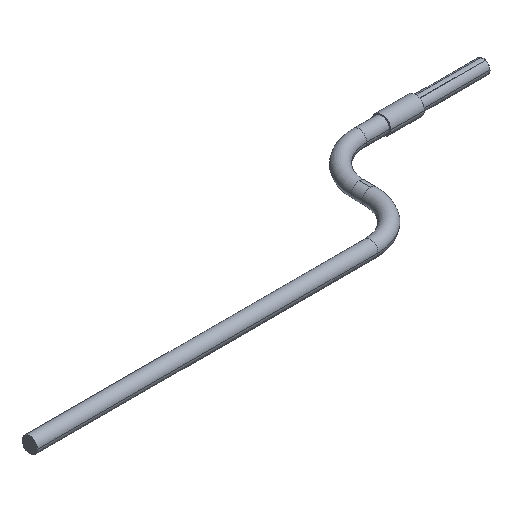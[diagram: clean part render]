
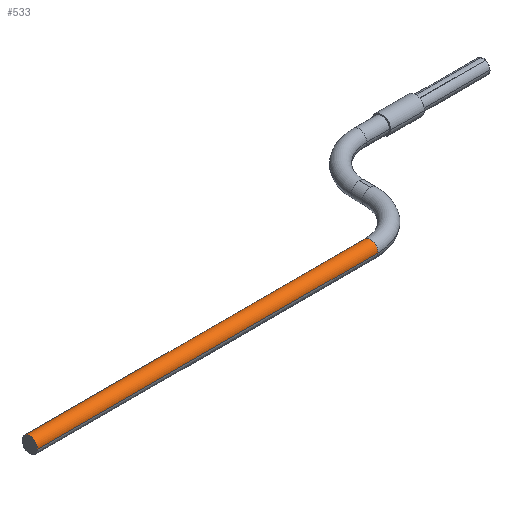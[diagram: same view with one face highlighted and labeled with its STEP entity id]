
A CAD part, isometric view. The second image highlights one B-rep face of the part: STEP entity #533.
In plain terms, the highlighted cylindrical face has radius 4.381 mm (diameter 8.763 mm), a partial arc.
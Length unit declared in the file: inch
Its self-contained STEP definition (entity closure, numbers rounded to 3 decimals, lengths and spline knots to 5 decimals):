
#7 = CARTESIAN_POINT ( 'NONE',  ( -4.75, -2.0775, 0. ) ) ;
#10 = CIRCLE ( 'NONE', #1023, 0.1725 ) ;
#19 = CYLINDRICAL_SURFACE ( 'NONE', #536, 0.1725 ) ;
#31 = VECTOR ( 'NONE', #1028, 39.37008 ) ;
#48 = VERTEX_POINT ( 'NONE', #338 ) ;
#68 = LINE ( 'NONE', #7, #448 ) ;
#74 = ORIENTED_EDGE ( 'NONE', *, *, #350, .F. ) ;
#118 = CARTESIAN_POINT ( 'NONE',  ( -4.75, -2.0775, 0. ) ) ;
#129 = DIRECTION ( 'NONE',  ( 0., -1., 0. ) ) ;
#161 = ORIENTED_EDGE ( 'NONE', *, *, #196, .F. ) ;
#196 = EDGE_CURVE ( 'NONE', #996, #1144, #10, .T. ) ;
#214 = CARTESIAN_POINT ( 'NONE',  ( -4.75, -2.25, 0. ) ) ;
#219 = CARTESIAN_POINT ( 'NONE',  ( -12.30566, -2.0775, 0. ) ) ;
#224 = AXIS2_PLACEMENT_3D ( 'NONE', #1133, #795, #798 ) ;
#274 = EDGE_CURVE ( 'NONE', #1029, #1144, #68, .T. ) ;
#338 = CARTESIAN_POINT ( 'NONE',  ( -4.75, -2.4225, 0. ) ) ;
#350 = EDGE_CURVE ( 'NONE', #48, #996, #851, .T. ) ;
#434 = EDGE_CURVE ( 'NONE', #48, #1029, #527, .T. ) ;
#441 = EDGE_LOOP ( 'NONE', ( #453, #1237, #161, #74 ) ) ;
#448 = VECTOR ( 'NONE', #720, 39.37008 ) ;
#453 = ORIENTED_EDGE ( 'NONE', *, *, #434, .T. ) ;
#527 = CIRCLE ( 'NONE', #224, 0.1725 ) ;
#533 = ADVANCED_FACE ( 'NONE', ( #931 ), #19, .T. ) ;
#536 = AXIS2_PLACEMENT_3D ( 'NONE', #214, #1223, #1210 ) ;
#720 = DIRECTION ( 'NONE',  ( -1., 0., 0. ) ) ;
#795 = DIRECTION ( 'NONE',  ( -1., 0., 0. ) ) ;
#798 = DIRECTION ( 'NONE',  ( 0., -1., 0. ) ) ;
#851 = LINE ( 'NONE', #1217, #31 ) ;
#867 = DIRECTION ( 'NONE',  ( -1., 0., 0. ) ) ;
#912 = CARTESIAN_POINT ( 'NONE',  ( -12.30566, -2.4225, 0. ) ) ;
#931 = FACE_OUTER_BOUND ( 'NONE', #441, .T. ) ;
#996 = VERTEX_POINT ( 'NONE', #912 ) ;
#1023 = AXIS2_PLACEMENT_3D ( 'NONE', #1154, #867, #129 ) ;
#1028 = DIRECTION ( 'NONE',  ( -1., 0., 0. ) ) ;
#1029 = VERTEX_POINT ( 'NONE', #118 ) ;
#1133 = CARTESIAN_POINT ( 'NONE',  ( -4.75, -2.25, 0. ) ) ;
#1144 = VERTEX_POINT ( 'NONE', #219 ) ;
#1154 = CARTESIAN_POINT ( 'NONE',  ( -12.30566, -2.25, 0. ) ) ;
#1210 = DIRECTION ( 'NONE',  ( 0., -1., 0. ) ) ;
#1217 = CARTESIAN_POINT ( 'NONE',  ( -4.75, -2.4225, 0. ) ) ;
#1223 = DIRECTION ( 'NONE',  ( -1., 0., 0. ) ) ;
#1237 = ORIENTED_EDGE ( 'NONE', *, *, #274, .T. ) ;
